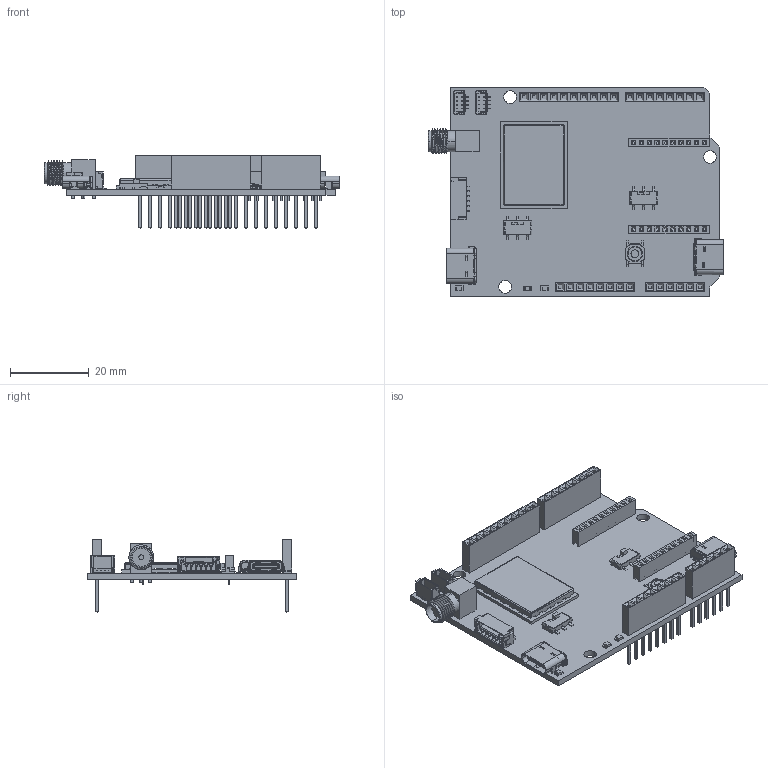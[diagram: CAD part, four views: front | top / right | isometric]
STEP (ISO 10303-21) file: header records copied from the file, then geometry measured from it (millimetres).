
FILE_DESCRIPTION (( 'STEP AP214' ), '1' );
FILE_NAME ('AS-RTK2B-PROF9P-L1L2-HS-00-R00.STEP', '2022-08-31T00:18:15', ( '' ), ( '' ), 'SwSTEP 2.0', 'SolidWorks 2020', '' );
FILE_SCHEMA (( 'AUTOMOTIVE_DESIGN' ));
Length unit declared in the file: millimetre
Products named in the file (19): USB4105-GF-A--3DModel-STEP-56544.STEP; 0805_LED_7012X1--3DModel-STEP-1.step; BM04B-SRSS-TB-LF--SN---3DModel-STEP-56544.step; 6_port_header; ZED-F9P-00B-02--3DModel-STEP-56544.step; AYZ0202AGRLC--3DModel-STEP-56544.step; 8_port_header; SM06B-GHS-TB(LF)(SN)--3DModel-STEP-56544.step; AS-RTK2B-PROF9P-L1L2-HS-00-R00; SMA_right_angle_low_profile_2022; MMS-110-01-L-SV.stp; C-63-01-10-SV.stp; 10_port_header; PCB; MMS-110-01-SV_socket.stp; USB4105.STEP; SMD_SWITCH_TL3342F160QG--3DModel-STEP-520916.step
Assembly tree (26 placements, depth 3):
  AS-RTK2B-PROF9P-L1L2-HS-00-R00
    PCB
    0805_LED_7012X1--3DModel-STEP-1.step  x3
    AYZ0202AGRLC--3DModel-STEP-56544.step  x2
    BM04B-SRSS-TB-LF--SN---3DModel-STEP-56544.step  x2
    MMS-110-01-L-SV.stp
      C-63-01-10-SV.stp
      MMS-110-01-SV_socket.stp
    SM06B-GHS-TB(LF)(SN)--3DModel-STEP-56544.step
    SMD_SWITCH_TL3342F160QG--3DModel-STEP-520916.step
    USB4105-GF-A--3DModel-STEP-56544.STEP
      USB4105.STEP
    ZED-F9P-00B-02--3DModel-STEP-56544.step
    SMA_right_angle_low_profile_2022
    MMS-110-01-L-SV.stp
      C-63-01-10-SV.stp
      MMS-110-01-SV_socket.stp
    USB4105-GF-A--3DModel-STEP-56544.STEP
      USB4105.STEP
    6_port_header
    8_port_header  x2
    10_port_header
Bounding box: 75.24 x 53.34 x 18.51 mm (x, y, z)
Volume: 9057 mm3; surface area: 17494.1 mm2
Topology: 277 solids, 277 shells, 6105 faces, 15239 edges, 9867 vertices
Faces by surface type: plane 5253, cylinder 762, cone 68, bspline 18, torus 4
Entity records: 128289 total; most frequent: CARTESIAN_POINT 22233, ORIENTED_EDGE 20388, DIRECTION 19345, EDGE_CURVE 10194, LINE 9149, VECTOR 9149, VERTEX_POINT 6609, AXIS2_PLACEMENT_3D 5098
